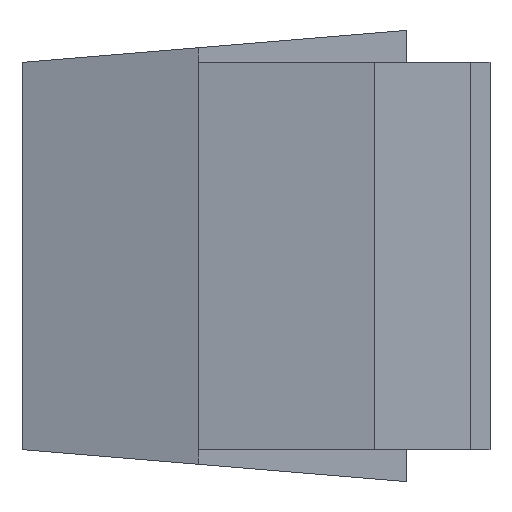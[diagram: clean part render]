
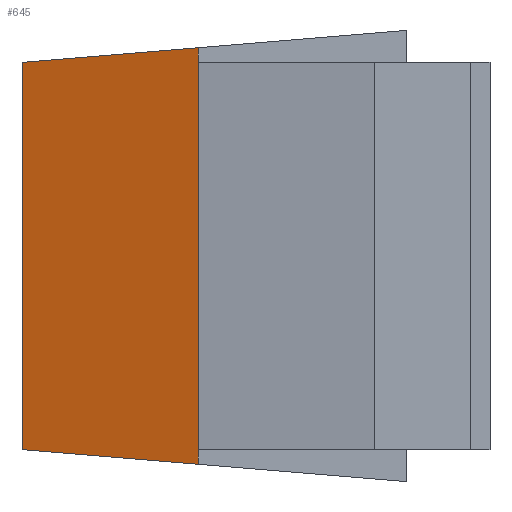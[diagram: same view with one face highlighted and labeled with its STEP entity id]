
A CAD part, left-side view. The second image highlights one B-rep face of the part: STEP entity #645.
In plain terms, the highlighted planar face has unit normal (-0.95, 0.311, 0).
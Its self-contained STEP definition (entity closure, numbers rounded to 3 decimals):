
#3 = LINE ( 'NONE', #47, #116 ) ;
#13 = LINE ( 'NONE', #750, #533 ) ;
#47 = CARTESIAN_POINT ( 'NONE',  ( 1.735, 82.231, 60.62 ) ) ;
#65 = VERTEX_POINT ( 'NONE', #403 ) ;
#87 = VECTOR ( 'NONE', #320, 1000. ) ;
#91 = LINE ( 'NONE', #106, #390 ) ;
#106 = CARTESIAN_POINT ( 'NONE',  ( 1.735, 82.231, -0.22 ) ) ;
#116 = VECTOR ( 'NONE', #229, 1000. ) ;
#124 = DIRECTION ( 'NONE',  ( 0., 0., -1. ) ) ;
#135 = CARTESIAN_POINT ( 'NONE',  ( -6.4, 57.375, -2.292 ) ) ;
#149 = CARTESIAN_POINT ( 'NONE',  ( 2.6, 84.875, 65.4 ) ) ;
#182 = VERTEX_POINT ( 'NONE', #481 ) ;
#210 = ORIENTED_EDGE ( 'NONE', *, *, #414, .F. ) ;
#223 = ORIENTED_EDGE ( 'NONE', *, *, #543, .F. ) ;
#229 = DIRECTION ( 'NONE',  ( 0.31, 0.947, -0.079 ) ) ;
#263 = VECTOR ( 'NONE', #124, 1000. ) ;
#269 = VERTEX_POINT ( 'NONE', #518 ) ;
#286 = VERTEX_POINT ( 'NONE', #768 ) ;
#306 = DIRECTION ( 'NONE',  ( 0.311, 0.95, 0. ) ) ;
#320 = DIRECTION ( 'NONE',  ( 0., 0., -1. ) ) ;
#338 = ORIENTED_EDGE ( 'NONE', *, *, #780, .T. ) ;
#345 = FACE_OUTER_BOUND ( 'NONE', #402, .T. ) ;
#353 = EDGE_CURVE ( 'NONE', #269, #767, #91, .T. ) ;
#371 = ORIENTED_EDGE ( 'NONE', *, *, #429, .T. ) ;
#372 = CARTESIAN_POINT ( 'NONE',  ( -6.4, 57.375, 65.4 ) ) ;
#373 = PLANE ( 'NONE',  #555 ) ;
#390 = VECTOR ( 'NONE', #530, 1000. ) ;
#402 = EDGE_LOOP ( 'NONE', ( #443, #759, #210, #223, #371, #338 ) ) ;
#403 = CARTESIAN_POINT ( 'NONE',  ( -6.4, 57.375, 0. ) ) ;
#410 = CARTESIAN_POINT ( 'NONE',  ( -6.4, 57.375, 65.4 ) ) ;
#414 = EDGE_CURVE ( 'NONE', #182, #65, #452, .T. ) ;
#415 = VECTOR ( 'NONE', #455, 1000. ) ;
#429 = EDGE_CURVE ( 'NONE', #520, #286, #3, .T. ) ;
#443 = ORIENTED_EDGE ( 'NONE', *, *, #353, .T. ) ;
#452 = LINE ( 'NONE', #523, #415 ) ;
#455 = DIRECTION ( 'NONE',  ( 0., 0., -1. ) ) ;
#481 = CARTESIAN_POINT ( 'NONE',  ( -6.4, 57.375, 60.4 ) ) ;
#493 = DIRECTION ( 'NONE',  ( 0., 0., -1. ) ) ;
#518 = CARTESIAN_POINT ( 'NONE',  ( 2.6, 84.875, 0. ) ) ;
#520 = VERTEX_POINT ( 'NONE', #730 ) ;
#523 = CARTESIAN_POINT ( 'NONE',  ( -6.4, 57.375, 0. ) ) ;
#530 = DIRECTION ( 'NONE',  ( -0.31, -0.947, -0.079 ) ) ;
#533 = VECTOR ( 'NONE', #493, 1000. ) ;
#543 = EDGE_CURVE ( 'NONE', #520, #182, #627, .T. ) ;
#555 = AXIS2_PLACEMENT_3D ( 'NONE', #372, #679, #306 ) ;
#627 = LINE ( 'NONE', #410, #263 ) ;
#645 = ADVANCED_FACE ( 'NONE', ( #345 ), #373, .F. ) ;
#679 = DIRECTION ( 'NONE',  ( 0.95, -0.311, 0. ) ) ;
#710 = EDGE_CURVE ( 'NONE', #65, #767, #13, .T. ) ;
#730 = CARTESIAN_POINT ( 'NONE',  ( -6.4, 57.375, 62.692 ) ) ;
#745 = LINE ( 'NONE', #149, #87 ) ;
#750 = CARTESIAN_POINT ( 'NONE',  ( -6.4, 57.375, 65.4 ) ) ;
#759 = ORIENTED_EDGE ( 'NONE', *, *, #710, .F. ) ;
#767 = VERTEX_POINT ( 'NONE', #135 ) ;
#768 = CARTESIAN_POINT ( 'NONE',  ( 2.6, 84.875, 60.4 ) ) ;
#780 = EDGE_CURVE ( 'NONE', #286, #269, #745, .T. ) ;
